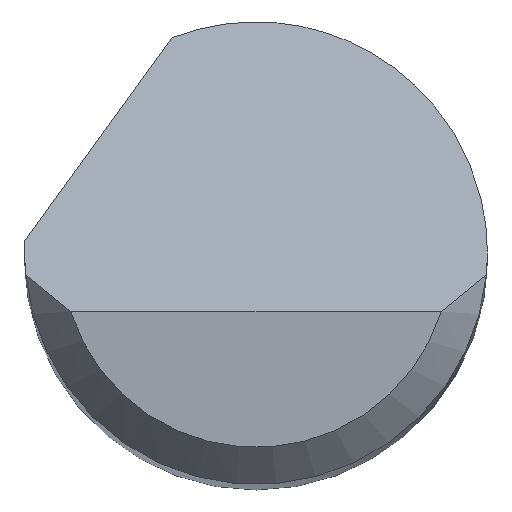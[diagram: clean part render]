
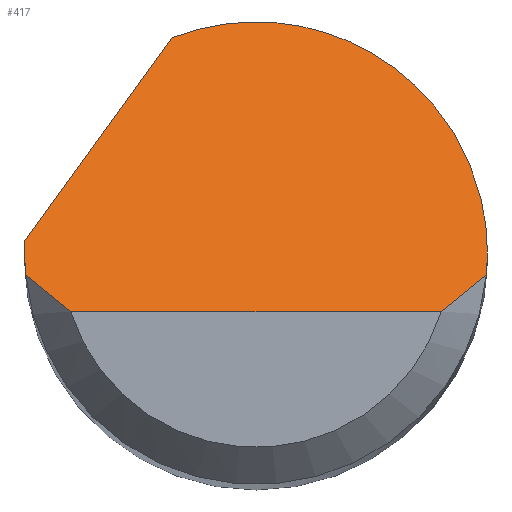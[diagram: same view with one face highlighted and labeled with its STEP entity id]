
A CAD part, top view. The second image highlights one B-rep face of the part: STEP entity #417.
In plain terms, the highlighted planar face has unit normal (0, 0.707, 0.707).
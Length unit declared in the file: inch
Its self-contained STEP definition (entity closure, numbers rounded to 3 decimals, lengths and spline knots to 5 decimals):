
#3 = CARTESIAN_POINT ( 'NONE',  ( -0.09334, -0.00875, 1.485 ) ) ;
#5 = VERTEX_POINT ( 'NONE', #447 ) ;
#6 = CARTESIAN_POINT ( 'NONE',  ( -0.09375, 0., 1.47625 ) ) ;
#9 = ORIENTED_EDGE ( 'NONE', *, *, #220, .T. ) ;
#12 =( BOUNDED_CURVE ( )  B_SPLINE_CURVE ( 3, ( #340, #75, #263, #6 ),
 .UNSPECIFIED., .F., .T. ) 
 B_SPLINE_CURVE_WITH_KNOTS ( ( 4, 4 ),
 ( 4.61892, 4.71239 ),
 .UNSPECIFIED. ) 
 CURVE ( )  GEOMETRIC_REPRESENTATION_ITEM ( )  RATIONAL_B_SPLINE_CURVE ( ( 1., 0.999, 0.999, 1. ) ) 
 REPRESENTATION_ITEM ( '' )  );
#14 = CARTESIAN_POINT ( 'NONE',  ( 0.09334, -0.00875, 1.485 ) ) ;
#21 = VERTEX_POINT ( 'NONE', #187 ) ;
#24 = CARTESIAN_POINT ( 'NONE',  ( 0.09361, -0.00584, 1.48209 ) ) ;
#27 = CARTESIAN_POINT ( 'NONE',  ( 0.08157, -0.019, 1.49525 ) ) ;
#28 = EDGE_LOOP ( 'NONE', ( #797, #9, #360, #69, #683, #711, #373, #758 ) ) ;
#52 = CARTESIAN_POINT ( 'NONE',  ( 0.09375, 0.07266, 1.40359 ) ) ;
#69 = ORIENTED_EDGE ( 'NONE', *, *, #704, .F. ) ;
#71 = DIRECTION ( 'NONE',  ( 0., 0.707, -0.707 ) ) ;
#75 = CARTESIAN_POINT ( 'NONE',  ( -0.09361, -0.00584, 1.48209 ) ) ;
#81 = CARTESIAN_POINT ( 'NONE',  ( 0., -0.02375, 1.5 ) ) ;
#98 =( BOUNDED_CURVE ( )  B_SPLINE_CURVE ( 3, ( #579, #131, #52, #834 ),
 .UNSPECIFIED., .F., .T. ) 
 B_SPLINE_CURVE_WITH_KNOTS ( ( 4, 4 ),
 ( 5.91277, 7.85398 ),
 .UNSPECIFIED. ) 
 CURVE ( )  GEOMETRIC_REPRESENTATION_ITEM ( )  RATIONAL_B_SPLINE_CURVE ( ( 1., 0.71, 0.71, 1. ) ) 
 REPRESENTATION_ITEM ( '' )  );
#116 = CARTESIAN_POINT ( 'NONE',  ( -0.09375, 0.00167, 1.47458 ) ) ;
#131 = CARTESIAN_POINT ( 'NONE',  ( 0.03379, 0.11369, 1.36256 ) ) ;
#132 = DIRECTION ( 'NONE',  ( 0.456, 0.629, -0.629 ) ) ;
#141 = EDGE_CURVE ( 'NONE', #788, #21, #727, .T. ) ;
#145 = CARTESIAN_POINT ( 'NONE',  ( 0.09334, -0.00875, 1.485 ) ) ;
#147 = CARTESIAN_POINT ( 'NONE',  ( 0.09334, -0.00875, 1.485 ) ) ;
#173 = EDGE_CURVE ( 'NONE', #488, #589, #671, .T. ) ;
#175 = CARTESIAN_POINT ( 'NONE',  ( -0.09362, 0.005, 1.47125 ) ) ;
#184 = VERTEX_POINT ( 'NONE', #14 ) ;
#187 = CARTESIAN_POINT ( 'NONE',  ( -0.03394, 0.08739, 1.38886 ) ) ;
#189 = CARTESIAN_POINT ( 'NONE',  ( -0.09375, 0., 1.47625 ) ) ;
#209 =( BOUNDED_CURVE ( )  B_SPLINE_CURVE ( 3, ( #351, #356, #24, #147 ),
 .UNSPECIFIED., .F., .T. ) 
 B_SPLINE_CURVE_WITH_KNOTS ( ( 4, 4 ),
 ( 1.5708, 1.66427 ),
 .UNSPECIFIED. ) 
 CURVE ( )  GEOMETRIC_REPRESENTATION_ITEM ( )  RATIONAL_B_SPLINE_CURVE ( ( 1., 0.999, 0.999, 1. ) ) 
 REPRESENTATION_ITEM ( '' )  );
#212 = B_SPLINE_CURVE_WITH_KNOTS ( 'NONE', 3,
 ( #664, #582, #324, #839 ),
 .UNSPECIFIED., .F., .F.,
 ( 4, 4 ),
 ( 0., 0.00071 ),
 .UNSPECIFIED. ) ;
#216 = EDGE_CURVE ( 'NONE', #5, #184, #209, .T. ) ;
#220 = EDGE_CURVE ( 'NONE', #589, #184, #419, .T. ) ;
#222 = VERTEX_POINT ( 'NONE', #743 ) ;
#263 = CARTESIAN_POINT ( 'NONE',  ( -0.09375, -0.00292, 1.47917 ) ) ;
#272 = CARTESIAN_POINT ( 'NONE',  ( 0.08761, -0.01397, 1.49022 ) ) ;
#290 = CARTESIAN_POINT ( 'NONE',  ( 0.07508, -0.02375, 1.5 ) ) ;
#307 = AXIS2_PLACEMENT_3D ( 'NONE', #658, #770, #71 ) ;
#317 = CARTESIAN_POINT ( 'NONE',  ( -0.11014, -0.01781, 1.49406 ) ) ;
#324 = CARTESIAN_POINT ( 'NONE',  ( -0.08157, -0.019, 1.49525 ) ) ;
#340 = CARTESIAN_POINT ( 'NONE',  ( -0.09334, -0.00875, 1.485 ) ) ;
#351 = CARTESIAN_POINT ( 'NONE',  ( 0.09375, 0., 1.47625 ) ) ;
#356 = CARTESIAN_POINT ( 'NONE',  ( 0.09375, -0.00292, 1.47917 ) ) ;
#360 = ORIENTED_EDGE ( 'NONE', *, *, #216, .F. ) ;
#373 = ORIENTED_EDGE ( 'NONE', *, *, #522, .F. ) ;
#411 = DIRECTION ( 'NONE',  ( 1., 0., 0. ) ) ;
#415 =( BOUNDED_CURVE ( )  B_SPLINE_CURVE ( 3, ( #189, #116, #578, #175 ),
 .UNSPECIFIED., .F., .T. ) 
 B_SPLINE_CURVE_WITH_KNOTS ( ( 4, 4 ),
 ( 4.71239, 4.76575 ),
 .UNSPECIFIED. ) 
 CURVE ( )  GEOMETRIC_REPRESENTATION_ITEM ( )  RATIONAL_B_SPLINE_CURVE ( ( 1., 1., 1., 1. ) ) 
 REPRESENTATION_ITEM ( '' )  );
#417 = ADVANCED_FACE ( 'NONE', ( #523 ), #776, .F. ) ;
#419 = B_SPLINE_CURVE_WITH_KNOTS ( 'NONE', 3,
 ( #554, #27, #272, #145 ),
 .UNSPECIFIED., .F., .F.,
 ( 4, 4 ),
 ( 0., 0.00071 ),
 .UNSPECIFIED. ) ;
#447 = CARTESIAN_POINT ( 'NONE',  ( 0.09375, 0., 1.47625 ) ) ;
#460 = VECTOR ( 'NONE', #411, 39.37008 ) ;
#478 = EDGE_CURVE ( 'NONE', #222, #788, #415, .T. ) ;
#488 = VERTEX_POINT ( 'NONE', #505 ) ;
#505 = CARTESIAN_POINT ( 'NONE',  ( -0.07508, -0.02375, 1.5 ) ) ;
#522 = EDGE_CURVE ( 'NONE', #661, #222, #12, .T. ) ;
#523 = FACE_OUTER_BOUND ( 'NONE', #28, .T. ) ;
#554 = CARTESIAN_POINT ( 'NONE',  ( 0.07508, -0.02375, 1.5 ) ) ;
#578 = CARTESIAN_POINT ( 'NONE',  ( -0.09371, 0.00333, 1.47292 ) ) ;
#579 = CARTESIAN_POINT ( 'NONE',  ( -0.03394, 0.08739, 1.38886 ) ) ;
#582 = CARTESIAN_POINT ( 'NONE',  ( -0.08761, -0.01397, 1.49022 ) ) ;
#589 = VERTEX_POINT ( 'NONE', #290 ) ;
#658 = CARTESIAN_POINT ( 'NONE',  ( -0.09375, -0.02375, 1.5 ) ) ;
#661 = VERTEX_POINT ( 'NONE', #3 ) ;
#664 = CARTESIAN_POINT ( 'NONE',  ( -0.09334, -0.00875, 1.485 ) ) ;
#671 = LINE ( 'NONE', #81, #460 ) ;
#681 = EDGE_CURVE ( 'NONE', #661, #488, #212, .T. ) ;
#683 = ORIENTED_EDGE ( 'NONE', *, *, #141, .F. ) ;
#704 = EDGE_CURVE ( 'NONE', #21, #5, #98, .T. ) ;
#711 = ORIENTED_EDGE ( 'NONE', *, *, #478, .F. ) ;
#725 = VECTOR ( 'NONE', #132, 39.37008 ) ;
#727 = LINE ( 'NONE', #317, #725 ) ;
#743 = CARTESIAN_POINT ( 'NONE',  ( -0.09375, 0., 1.47625 ) ) ;
#758 = ORIENTED_EDGE ( 'NONE', *, *, #681, .T. ) ;
#770 = DIRECTION ( 'NONE',  ( 0., -0.707, -0.707 ) ) ;
#776 = PLANE ( 'NONE',  #307 ) ;
#788 = VERTEX_POINT ( 'NONE', #795 ) ;
#795 = CARTESIAN_POINT ( 'NONE',  ( -0.09362, 0.005, 1.47125 ) ) ;
#797 = ORIENTED_EDGE ( 'NONE', *, *, #173, .T. ) ;
#834 = CARTESIAN_POINT ( 'NONE',  ( 0.09375, 0., 1.47625 ) ) ;
#839 = CARTESIAN_POINT ( 'NONE',  ( -0.07508, -0.02375, 1.5 ) ) ;
